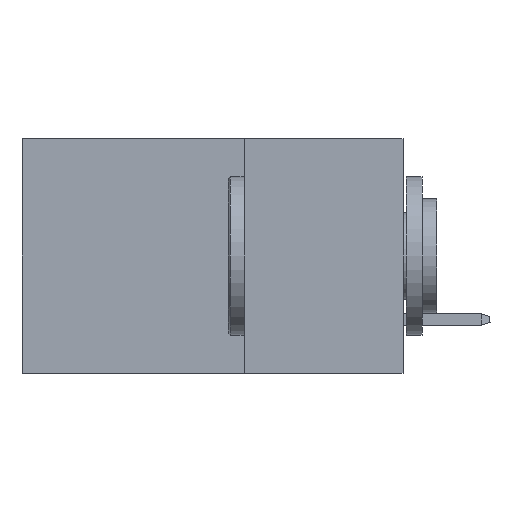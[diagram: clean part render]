
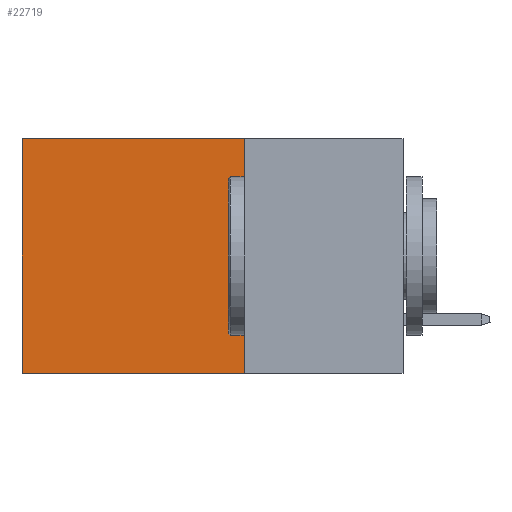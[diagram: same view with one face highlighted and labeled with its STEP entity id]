
A CAD part, left-side view. The second image highlights one B-rep face of the part: STEP entity #22719.
In plain terms, the highlighted planar face has unit normal (-1, 0, 0).
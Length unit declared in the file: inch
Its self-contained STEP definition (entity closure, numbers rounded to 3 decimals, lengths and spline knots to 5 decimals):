
#2355 = CARTESIAN_POINT ( 'NONE',  ( 0.2875, 0.25, -0.37 ) ) ;
#2985 = EDGE_LOOP ( 'NONE', ( #29948, #20044, #35217, #9179 ) ) ;
#7799 = CARTESIAN_POINT ( 'NONE',  ( 0.2875, 0.25, 0. ) ) ;
#8283 = DIRECTION ( 'NONE',  ( 0., 1., 0. ) ) ;
#9179 = ORIENTED_EDGE ( 'NONE', *, *, #43513, .T. ) ;
#9682 = DIRECTION ( 'NONE',  ( 0., 0., -1. ) ) ;
#11716 = CARTESIAN_POINT ( 'NONE',  ( 0.2875, 0.25, 0. ) ) ;
#12996 = EDGE_CURVE ( 'NONE', #44027, #20622, #21267, .T. ) ;
#14578 = LINE ( 'NONE', #44105, #20217 ) ;
#15878 = AXIS2_PLACEMENT_3D ( 'NONE', #11716, #41221, #22843 ) ;
#17198 = CARTESIAN_POINT ( 'NONE',  ( 0.2875, 0.6, 0. ) ) ;
#19714 = VERTEX_POINT ( 'NONE', #17198 ) ;
#20044 = ORIENTED_EDGE ( 'NONE', *, *, #42175, .F. ) ;
#20217 = VECTOR ( 'NONE', #21364, 39.37008 ) ;
#20622 = VERTEX_POINT ( 'NONE', #2355 ) ;
#20815 = DIRECTION ( 'NONE',  ( 0., 1., 0. ) ) ;
#21267 = LINE ( 'NONE', #46427, #27049 ) ;
#21364 = DIRECTION ( 'NONE',  ( 0., 0., -1. ) ) ;
#22719 = ADVANCED_FACE ( 'NONE', ( #26005 ), #33489, .F. ) ;
#22746 = CARTESIAN_POINT ( 'NONE',  ( 0.2875, 0.25, 0. ) ) ;
#22843 = DIRECTION ( 'NONE',  ( 0., 0., -1. ) ) ;
#23355 = CARTESIAN_POINT ( 'NONE',  ( 0.2875, 0.25, -0.37 ) ) ;
#26005 = FACE_OUTER_BOUND ( 'NONE', #2985, .T. ) ;
#26755 = LINE ( 'NONE', #23355, #47395 ) ;
#27049 = VECTOR ( 'NONE', #9682, 39.37008 ) ;
#27284 = EDGE_CURVE ( 'NONE', #19714, #45834, #14578, .T. ) ;
#29948 = ORIENTED_EDGE ( 'NONE', *, *, #27284, .T. ) ;
#29953 = CARTESIAN_POINT ( 'NONE',  ( 0.2875, 0.6, -0.37 ) ) ;
#33489 = PLANE ( 'NONE',  #15878 ) ;
#34163 = LINE ( 'NONE', #7799, #42856 ) ;
#35217 = ORIENTED_EDGE ( 'NONE', *, *, #12996, .F. ) ;
#41221 = DIRECTION ( 'NONE',  ( 1., 0., 0. ) ) ;
#42175 = EDGE_CURVE ( 'NONE', #20622, #45834, #26755, .T. ) ;
#42856 = VECTOR ( 'NONE', #8283, 39.37008 ) ;
#43513 = EDGE_CURVE ( 'NONE', #44027, #19714, #34163, .T. ) ;
#44027 = VERTEX_POINT ( 'NONE', #22746 ) ;
#44105 = CARTESIAN_POINT ( 'NONE',  ( 0.2875, 0.6, 0. ) ) ;
#45834 = VERTEX_POINT ( 'NONE', #29953 ) ;
#46427 = CARTESIAN_POINT ( 'NONE',  ( 0.2875, 0.25, 0. ) ) ;
#47395 = VECTOR ( 'NONE', #20815, 39.37008 ) ;
